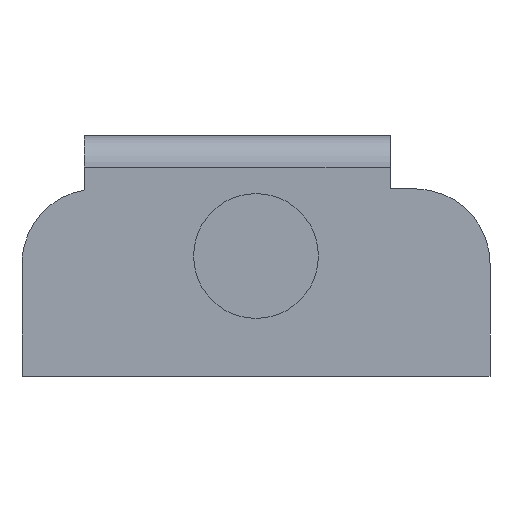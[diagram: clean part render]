
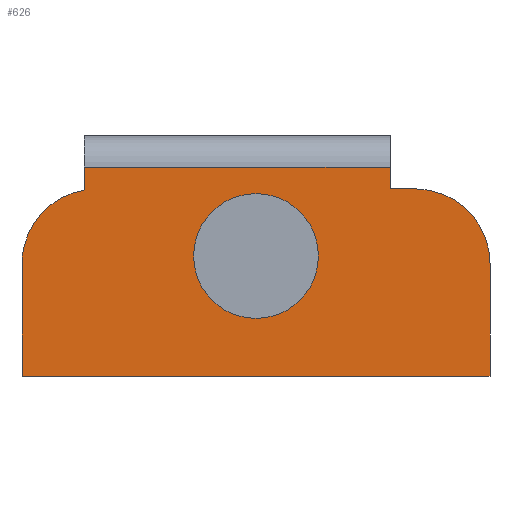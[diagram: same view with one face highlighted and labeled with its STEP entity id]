
A CAD part, left-side view. The second image highlights one B-rep face of the part: STEP entity #626.
In plain terms, the highlighted planar face has unit normal (-1, 0, 0).
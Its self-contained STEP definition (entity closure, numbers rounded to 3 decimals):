
#15=FACE_BOUND('',#140,.T.);
#34=ELLIPSE('',#694,6.006,6.);
#35=ELLIPSE('',#695,6.006,6.);
#48=PLANE('',#696);
#103=FACE_OUTER_BOUND('',#139,.T.);
#139=EDGE_LOOP('',(#565,#566,#567,#568,#569,#570,#571,#572,#573));
#140=EDGE_LOOP('',(#574,#575));
#155=LINE('',#1408,#196);
#163=LINE('',#1435,#204);
#170=LINE('',#1631,#211);
#174=LINE('',#1641,#215);
#179=LINE('',#1941,#220);
#182=LINE('',#1946,#223);
#183=LINE('',#1966,#224);
#196=VECTOR('',#747,1000.);
#204=VECTOR('',#759,1000.);
#211=VECTOR('',#800,1000.);
#215=VECTOR('',#810,1000.);
#220=VECTOR('',#837,1000.);
#223=VECTOR('',#842,1000.);
#224=VECTOR('',#849,1000.);
#227=CIRCLE('',#646,5.);
#228=CIRCLE('',#647,5.);
#249=VERTEX_POINT('',#860);
#250=VERTEX_POINT('',#862);
#274=VERTEX_POINT('',#1405);
#275=VERTEX_POINT('',#1407);
#283=VERTEX_POINT('',#1432);
#284=VERTEX_POINT('',#1434);
#293=VERTEX_POINT('',#1629);
#294=VERTEX_POINT('',#1630);
#297=VERTEX_POINT('',#1639);
#304=VERTEX_POINT('',#1940);
#305=VERTEX_POINT('',#1944);
#309=EDGE_CURVE('',#249,#250,#227,.T.);
#310=EDGE_CURVE('',#250,#249,#228,.T.);
#337=EDGE_CURVE('',#275,#274,#155,.T.);
#347=EDGE_CURVE('',#284,#283,#163,.T.);
#369=EDGE_CURVE('',#293,#294,#170,.T.);
#375=EDGE_CURVE('',#274,#297,#174,.T.);
#391=EDGE_CURVE('',#304,#284,#179,.T.);
#394=EDGE_CURVE('',#283,#305,#182,.T.);
#395=EDGE_CURVE('',#305,#275,#34,.T.);
#396=EDGE_CURVE('',#294,#304,#35,.T.);
#397=EDGE_CURVE('',#297,#293,#183,.T.);
#565=ORIENTED_EDGE('',*,*,#375,.T.);
#566=ORIENTED_EDGE('',*,*,#397,.T.);
#567=ORIENTED_EDGE('',*,*,#369,.T.);
#568=ORIENTED_EDGE('',*,*,#396,.T.);
#569=ORIENTED_EDGE('',*,*,#391,.T.);
#570=ORIENTED_EDGE('',*,*,#347,.T.);
#571=ORIENTED_EDGE('',*,*,#394,.T.);
#572=ORIENTED_EDGE('',*,*,#395,.T.);
#573=ORIENTED_EDGE('',*,*,#337,.T.);
#574=ORIENTED_EDGE('',*,*,#310,.F.);
#575=ORIENTED_EDGE('',*,*,#309,.F.);
#626=ADVANCED_FACE('',(#103,#15),#48,.T.);
#646=AXIS2_PLACEMENT_3D('',#863,#708,#709);
#647=AXIS2_PLACEMENT_3D('',#864,#710,#711);
#694=AXIS2_PLACEMENT_3D('',#1955,#843,#844);
#695=AXIS2_PLACEMENT_3D('',#1964,#845,#846);
#696=AXIS2_PLACEMENT_3D('',#1965,#847,#848);
#708=DIRECTION('center_axis',(-1.,0.,0.));
#709=DIRECTION('ref_axis',(0.,0.,1.));
#710=DIRECTION('center_axis',(-1.,0.,0.));
#711=DIRECTION('ref_axis',(0.,0.,1.));
#747=DIRECTION('',(0.,1.,0.));
#759=DIRECTION('',(0.,-1.,0.));
#800=DIRECTION('',(0.,0.,-1.));
#810=DIRECTION('',(0.,0.,1.));
#837=DIRECTION('',(0.,0.,-1.));
#842=DIRECTION('',(0.,0.,1.));
#843=DIRECTION('center_axis',(-1.,0.,0.));
#844=DIRECTION('ref_axis',(0.,1.,0.));
#845=DIRECTION('center_axis',(-1.,0.,0.));
#846=DIRECTION('ref_axis',(0.,1.,0.));
#847=DIRECTION('center_axis',(-1.,0.,0.));
#848=DIRECTION('ref_axis',(0.,0.,1.));
#849=DIRECTION('',(0.,1.,0.));
#860=CARTESIAN_POINT('',(-16.5,0.,4.625));
#862=CARTESIAN_POINT('',(-16.5,0.,14.625));
#863=CARTESIAN_POINT('Origin',(-16.5,0.,9.625));
#864=CARTESIAN_POINT('Origin',(-16.5,0.,9.625));
#1405=CARTESIAN_POINT('',(-16.5,-10.75,15.));
#1407=CARTESIAN_POINT('',(-16.5,-12.744,15.));
#1408=CARTESIAN_POINT('',(-16.5,-12.744,15.));
#1432=CARTESIAN_POINT('',(-16.5,-18.75,0.));
#1434=CARTESIAN_POINT('',(-16.5,18.75,0.));
#1435=CARTESIAN_POINT('',(-16.5,18.75,0.));
#1629=CARTESIAN_POINT('',(-16.5,13.75,16.75));
#1630=CARTESIAN_POINT('',(-16.5,13.75,14.915));
#1631=CARTESIAN_POINT('',(-16.5,13.75,19.25));
#1639=CARTESIAN_POINT('',(-16.5,-10.75,16.75));
#1641=CARTESIAN_POINT('',(-16.5,-10.75,15.));
#1940=CARTESIAN_POINT('',(-16.5,18.75,9.));
#1941=CARTESIAN_POINT('',(-16.5,18.75,9.));
#1944=CARTESIAN_POINT('',(-16.5,-18.75,9.));
#1946=CARTESIAN_POINT('',(-16.5,-18.75,0.));
#1955=CARTESIAN_POINT('Origin',(-16.5,-12.744,9.));
#1964=CARTESIAN_POINT('Origin',(-16.5,12.744,9.));
#1965=CARTESIAN_POINT('Origin',(-16.5,-12.744,9.));
#1966=CARTESIAN_POINT('',(-16.5,-12.744,16.75));
